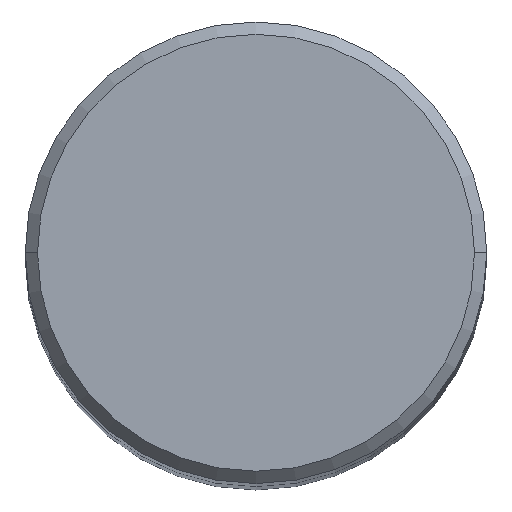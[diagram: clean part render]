
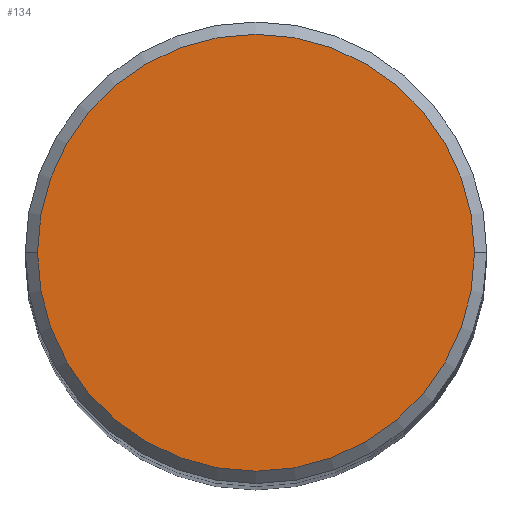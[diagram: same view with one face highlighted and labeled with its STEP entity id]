
A CAD part, top view. The second image highlights one B-rep face of the part: STEP entity #134.
In plain terms, the highlighted planar face has unit normal (0, 0, 1).
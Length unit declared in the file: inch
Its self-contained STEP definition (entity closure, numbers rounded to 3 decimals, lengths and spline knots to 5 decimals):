
#1 = CIRCLE ( 'NONE', #185, 0.355 ) ;
#19 = DIRECTION ( 'NONE',  ( 1., 0., 0. ) ) ;
#22 = VERTEX_POINT ( 'NONE', #235 ) ;
#26 = EDGE_CURVE ( 'NONE', #22, #283, #184, .T. ) ;
#32 = EDGE_LOOP ( 'NONE', ( #218, #34 ) ) ;
#34 = ORIENTED_EDGE ( 'NONE', *, *, #358, .T. ) ;
#48 = AXIS2_PLACEMENT_3D ( 'NONE', #52, #176, #296 ) ;
#52 = CARTESIAN_POINT ( 'NONE',  ( 0., 0.355, 0. ) ) ;
#100 = CARTESIAN_POINT ( 'NONE',  ( 0., 0., 0. ) ) ;
#134 = ADVANCED_FACE ( 'NONE', ( #230 ), #261, .F. ) ;
#142 = CARTESIAN_POINT ( 'NONE',  ( 0.355, 0., 0. ) ) ;
#176 = DIRECTION ( 'NONE',  ( 0., 0., -1. ) ) ;
#184 = CIRCLE ( 'NONE', #273, 0.355 ) ;
#185 = AXIS2_PLACEMENT_3D ( 'NONE', #365, #272, #19 ) ;
#218 = ORIENTED_EDGE ( 'NONE', *, *, #26, .T. ) ;
#230 = FACE_OUTER_BOUND ( 'NONE', #32, .T. ) ;
#235 = CARTESIAN_POINT ( 'NONE',  ( -0.355, 0., 0. ) ) ;
#261 = PLANE ( 'NONE',  #48 ) ;
#272 = DIRECTION ( 'NONE',  ( 0., 0., 1. ) ) ;
#273 = AXIS2_PLACEMENT_3D ( 'NONE', #100, #361, #297 ) ;
#283 = VERTEX_POINT ( 'NONE', #142 ) ;
#296 = DIRECTION ( 'NONE',  ( -1., 0., 0. ) ) ;
#297 = DIRECTION ( 'NONE',  ( 1., 0., 0. ) ) ;
#358 = EDGE_CURVE ( 'NONE', #283, #22, #1, .T. ) ;
#361 = DIRECTION ( 'NONE',  ( 0., 0., 1. ) ) ;
#365 = CARTESIAN_POINT ( 'NONE',  ( 0., 0., 0. ) ) ;
